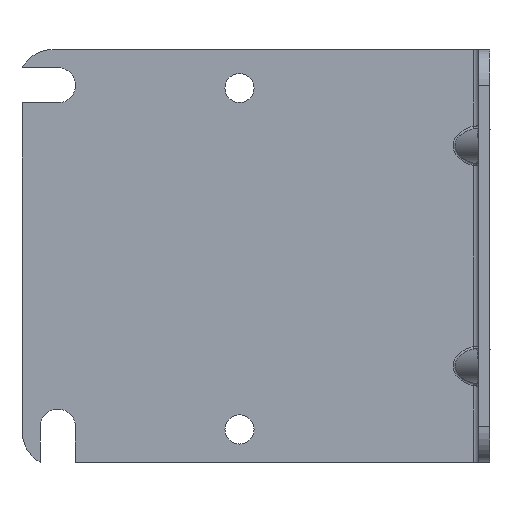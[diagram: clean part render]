
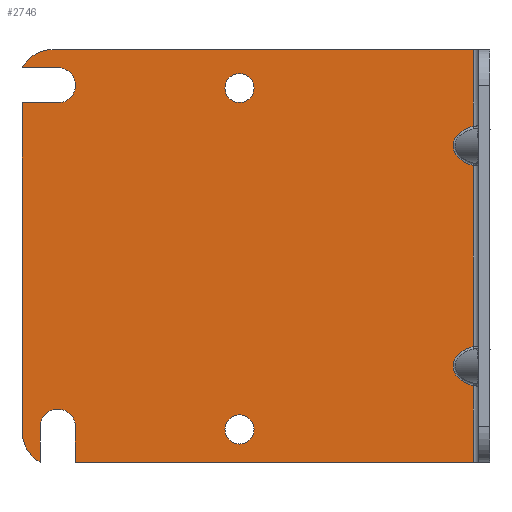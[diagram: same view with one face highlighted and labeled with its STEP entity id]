
A CAD part, left-side view. The second image highlights one B-rep face of the part: STEP entity #2746.
In plain terms, the highlighted planar face has unit normal (-1, 0, 0).
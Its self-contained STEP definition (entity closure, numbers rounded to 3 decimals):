
#824=CARTESIAN_POINT('',(27.5,45.5,-31.5));
#825=DIRECTION('',(-1.,0.,0.));
#826=DIRECTION('',(0.,0.,-1.));
#827=AXIS2_PLACEMENT_3D('',#824,#825,#826);
#832=CARTESIAN_POINT('',(27.5,45.5,-31.5));
#833=DIRECTION('',(-1.,0.,0.));
#834=DIRECTION('',(0.,0.,1.));
#835=AXIS2_PLACEMENT_3D('',#832,#833,#834);
#840=CARTESIAN_POINT('',(27.5,45.5,30.5));
#841=DIRECTION('',(-1.,0.,0.));
#842=DIRECTION('',(0.,0.,-1.));
#843=AXIS2_PLACEMENT_3D('',#840,#841,#842);
#848=CARTESIAN_POINT('',(27.5,45.5,30.5));
#849=DIRECTION('',(-1.,0.,0.));
#850=DIRECTION('',(0.,0.,1.));
#851=AXIS2_PLACEMENT_3D('',#848,#849,#850);
#856=DIRECTION('',(0.,-1.,0.));
#857=VECTOR('',#856,76.342);
#858=CARTESIAN_POINT('',(27.5,79.342,37.5));
#859=LINE('',#858,#857);
#863=CARTESIAN_POINT('',(27.5,3.,16.427));
#864=CARTESIAN_POINT('',(27.5,3.462,16.531));
#865=CARTESIAN_POINT('',(27.5,4.295,16.816));
#866=CARTESIAN_POINT('',(27.5,5.296,17.411));
#867=CARTESIAN_POINT('',(27.5,6.029,18.119));
#868=CARTESIAN_POINT('',(27.5,6.49,18.877));
#869=CARTESIAN_POINT('',(27.5,6.701,19.628));
#870=CARTESIAN_POINT('',(27.5,6.701,20.375));
#871=CARTESIAN_POINT('',(27.5,6.489,21.126));
#872=CARTESIAN_POINT('',(27.5,6.027,21.884));
#873=CARTESIAN_POINT('',(27.5,5.293,22.591));
#874=CARTESIAN_POINT('',(27.5,4.293,23.185));
#875=CARTESIAN_POINT('',(27.5,3.461,23.469));
#876=CARTESIAN_POINT('',(27.5,3.,23.573));
#881=CARTESIAN_POINT('',(27.5,3.,-23.573));
#882=CARTESIAN_POINT('',(27.5,3.462,-23.469));
#883=CARTESIAN_POINT('',(27.5,4.295,-23.184));
#884=CARTESIAN_POINT('',(27.5,5.296,-22.589));
#885=CARTESIAN_POINT('',(27.5,6.029,-21.881));
#886=CARTESIAN_POINT('',(27.5,6.49,-21.123));
#887=CARTESIAN_POINT('',(27.5,6.701,-20.372));
#888=CARTESIAN_POINT('',(27.5,6.701,-19.625));
#889=CARTESIAN_POINT('',(27.5,6.489,-18.874));
#890=CARTESIAN_POINT('',(27.5,6.027,-18.116));
#891=CARTESIAN_POINT('',(27.5,5.293,-17.409));
#892=CARTESIAN_POINT('',(27.5,4.293,-16.815));
#893=CARTESIAN_POINT('',(27.5,3.461,-16.531));
#894=CARTESIAN_POINT('',(27.5,3.,-16.427));
#899=DIRECTION('',(0.,1.,0.));
#900=VECTOR('',#899,72.3);
#901=CARTESIAN_POINT('',(27.5,3.,-37.5));
#902=LINE('',#901,#900);
#906=DIRECTION('',(0.,0.,1.));
#907=VECTOR('',#906,6.5);
#908=CARTESIAN_POINT('',(27.5,75.3,-37.5));
#909=LINE('',#908,#907);
#913=CARTESIAN_POINT('',(27.5,78.5,-31.));
#914=DIRECTION('',(1.,0.,0.));
#915=DIRECTION('',(0.,1.,0.));
#916=AXIS2_PLACEMENT_3D('',#913,#914,#915);
#921=DIRECTION('',(0.,0.,1.));
#922=VECTOR('',#921,6.5);
#923=CARTESIAN_POINT('',(27.5,81.7,-37.5));
#924=LINE('',#923,#922);
#928=CARTESIAN_POINT('',(27.5,78.5,-31.842));
#929=DIRECTION('',(-1.,0.,0.));
#930=DIRECTION('',(0.,1.,0.));
#931=AXIS2_PLACEMENT_3D('',#928,#929,#930);
#936=DIRECTION('',(0.,0.,1.));
#937=VECTOR('',#936,59.642);
#938=CARTESIAN_POINT('',(27.5,85.,-31.842));
#939=LINE('',#938,#937);
#943=DIRECTION('',(0.,-1.,0.));
#944=VECTOR('',#943,6.5);
#945=CARTESIAN_POINT('',(27.5,85.,27.8));
#946=LINE('',#945,#944);
#950=CARTESIAN_POINT('',(27.5,78.5,31.));
#951=DIRECTION('',(1.,0.,0.));
#952=DIRECTION('',(0.,0.,1.));
#953=AXIS2_PLACEMENT_3D('',#950,#951,#952);
#958=DIRECTION('',(0.,-1.,0.));
#959=VECTOR('',#958,6.5);
#960=CARTESIAN_POINT('',(27.5,85.,34.2));
#961=LINE('',#960,#959);
#965=CARTESIAN_POINT('',(27.5,79.342,31.));
#966=DIRECTION('',(-1.,0.,0.));
#967=DIRECTION('',(0.,0.,1.));
#968=AXIS2_PLACEMENT_3D('',#965,#966,#967);
#1056=DIRECTION('',(0.,0.,-1.));
#1057=VECTOR('',#1056,13.927);
#1058=CARTESIAN_POINT('',(27.5,3.,-23.573));
#1059=LINE('',#1058,#1057);
#1094=DIRECTION('',(0.,0.,-1.));
#1095=VECTOR('',#1094,32.854);
#1096=CARTESIAN_POINT('',(27.5,3.,16.427));
#1097=LINE('',#1096,#1095);
#1113=DIRECTION('',(0.,0.,-1.));
#1114=VECTOR('',#1113,13.927);
#1115=CARTESIAN_POINT('',(27.5,3.,37.5));
#1116=LINE('',#1115,#1114);
#1674=CARTESIAN_POINT('',(27.5,3.,-37.5));
#1676=VERTEX_POINT('',#1674);
#1678=CARTESIAN_POINT('',(27.5,3.,37.5));
#1680=VERTEX_POINT('',#1678);
#1700=CARTESIAN_POINT('',(27.5,79.342,37.5));
#1701=VERTEX_POINT('',#1700);
#1746=CARTESIAN_POINT('',(27.5,75.3,-37.5));
#1747=CARTESIAN_POINT('',(27.5,75.3,-31.));
#1748=VERTEX_POINT('',#1746);
#1749=VERTEX_POINT('',#1747);
#1750=CARTESIAN_POINT('',(27.5,81.7,-31.));
#1751=VERTEX_POINT('',#1750);
#1752=CARTESIAN_POINT('',(27.5,85.,27.8));
#1753=CARTESIAN_POINT('',(27.5,78.5,27.8));
#1754=VERTEX_POINT('',#1752);
#1755=VERTEX_POINT('',#1753);
#1756=CARTESIAN_POINT('',(27.5,78.5,34.2));
#1757=VERTEX_POINT('',#1756);
#1760=CARTESIAN_POINT('',(27.5,85.,34.2));
#1761=VERTEX_POINT('',#1760);
#1766=CARTESIAN_POINT('',(27.5,45.5,27.85));
#1767=CARTESIAN_POINT('',(27.5,45.5,33.15));
#1768=VERTEX_POINT('',#1766);
#1769=VERTEX_POINT('',#1767);
#1774=CARTESIAN_POINT('',(27.5,45.5,-34.15));
#1775=CARTESIAN_POINT('',(27.5,45.5,-28.85));
#1776=VERTEX_POINT('',#1774);
#1777=VERTEX_POINT('',#1775);
#1782=CARTESIAN_POINT('',(27.5,85.,-31.842));
#1783=VERTEX_POINT('',#1782);
#1784=CARTESIAN_POINT('',(27.5,81.7,-37.5));
#1785=VERTEX_POINT('',#1784);
#1824=VERTEX_POINT('',#881);
#1825=VERTEX_POINT('',#894);
#1840=VERTEX_POINT('',#863);
#1841=VERTEX_POINT('',#876);
#2697=CARTESIAN_POINT('',(27.5,0.,-37.5));
#2698=DIRECTION('',(1.,0.,0.));
#2699=DIRECTION('',(0.,0.,-1.));
#2700=AXIS2_PLACEMENT_3D('',#2697,#2698,#2699);
#2701=PLANE('',#2700);
#2703=ORIENTED_EDGE('',*,*,#2702,.T.);
#2705=ORIENTED_EDGE('',*,*,#2704,.T.);
#2707=ORIENTED_EDGE('',*,*,#2706,.F.);
#2709=ORIENTED_EDGE('',*,*,#2708,.T.);
#2711=ORIENTED_EDGE('',*,*,#2710,.F.);
#2713=ORIENTED_EDGE('',*,*,#2712,.T.);
#2715=ORIENTED_EDGE('',*,*,#2714,.T.);
#2717=ORIENTED_EDGE('',*,*,#2716,.T.);
#2719=ORIENTED_EDGE('',*,*,#2718,.F.);
#2721=ORIENTED_EDGE('',*,*,#2720,.F.);
#2723=ORIENTED_EDGE('',*,*,#2722,.F.);
#2725=ORIENTED_EDGE('',*,*,#2724,.T.);
#2727=ORIENTED_EDGE('',*,*,#2726,.T.);
#2729=ORIENTED_EDGE('',*,*,#2728,.F.);
#2731=ORIENTED_EDGE('',*,*,#2730,.F.);
#2733=ORIENTED_EDGE('',*,*,#2732,.F.);
#2734=EDGE_LOOP('',(#2703,#2705,#2707,#2709,#2711,#2713,#2715,#2717,#2719,#2721,
#2723,#2725,#2727,#2729,#2731,#2733));
#2735=FACE_OUTER_BOUND('',#2734,.F.);
#2736=ORIENTED_EDGE('',*,*,#2677,.T.);
#2737=ORIENTED_EDGE('',*,*,#2691,.T.);
#2738=EDGE_LOOP('',(#2736,#2737));
#2739=FACE_BOUND('',#2738,.F.);
#2741=ORIENTED_EDGE('',*,*,#2740,.T.);
#2743=ORIENTED_EDGE('',*,*,#2742,.T.);
#2744=EDGE_LOOP('',(#2741,#2743));
#2745=FACE_BOUND('',#2744,.F.);
#2746=ADVANCED_FACE('',(#2735,#2739,#2745),#2701,.F.);
#828=CIRCLE('',#827,2.65);
#836=CIRCLE('',#835,2.65);
#844=CIRCLE('',#843,2.65);
#852=CIRCLE('',#851,2.65);
#877=B_SPLINE_CURVE_WITH_KNOTS('',3,(#863,#864,#865,#866,#867,#868,#869,#870,
#871,#872,#873,#874,#875,#876),.UNSPECIFIED.,.F.,.F.,(4,1,1,1,1,1,1,1,1,1,1,4),(
0.,0.091,0.182,0.273,0.364,
0.455,0.545,0.636,0.727,
0.818,0.909,1.),.UNSPECIFIED.);
#895=B_SPLINE_CURVE_WITH_KNOTS('',3,(#881,#882,#883,#884,#885,#886,#887,#888,
#889,#890,#891,#892,#893,#894),.UNSPECIFIED.,.F.,.F.,(4,1,1,1,1,1,1,1,1,1,1,4),(
0.,0.091,0.182,0.273,0.364,
0.455,0.545,0.636,0.727,
0.818,0.909,1.),.UNSPECIFIED.);
#917=CIRCLE('',#916,3.2);
#932=CIRCLE('',#931,6.5);
#954=CIRCLE('',#953,3.2);
#969=CIRCLE('',#968,6.5);
#2677=EDGE_CURVE('',#1768,#1769,#844,.T.);
#2691=EDGE_CURVE('',#1769,#1768,#852,.T.);
#2702=EDGE_CURVE('',#1701,#1680,#859,.T.);
#2704=EDGE_CURVE('',#1680,#1841,#1116,.T.);
#2706=EDGE_CURVE('',#1840,#1841,#877,.T.);
#2708=EDGE_CURVE('',#1840,#1825,#1097,.T.);
#2710=EDGE_CURVE('',#1824,#1825,#895,.T.);
#2712=EDGE_CURVE('',#1824,#1676,#1059,.T.);
#2714=EDGE_CURVE('',#1676,#1748,#902,.T.);
#2716=EDGE_CURVE('',#1748,#1749,#909,.T.);
#2718=EDGE_CURVE('',#1751,#1749,#917,.T.);
#2720=EDGE_CURVE('',#1785,#1751,#924,.T.);
#2722=EDGE_CURVE('',#1783,#1785,#932,.T.);
#2724=EDGE_CURVE('',#1783,#1754,#939,.T.);
#2726=EDGE_CURVE('',#1754,#1755,#946,.T.);
#2728=EDGE_CURVE('',#1757,#1755,#954,.T.);
#2730=EDGE_CURVE('',#1761,#1757,#961,.T.);
#2732=EDGE_CURVE('',#1701,#1761,#969,.T.);
#2740=EDGE_CURVE('',#1776,#1777,#828,.T.);
#2742=EDGE_CURVE('',#1777,#1776,#836,.T.);
